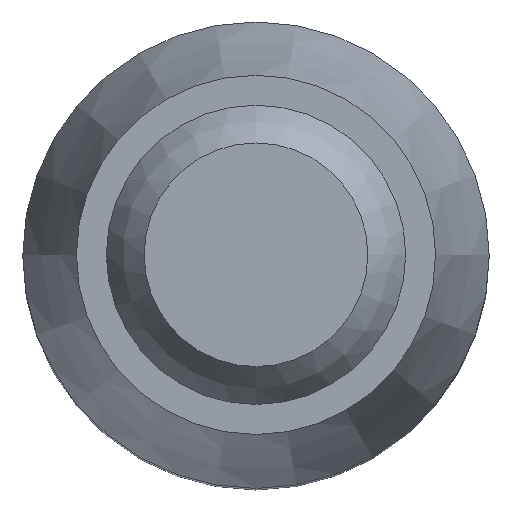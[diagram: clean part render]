
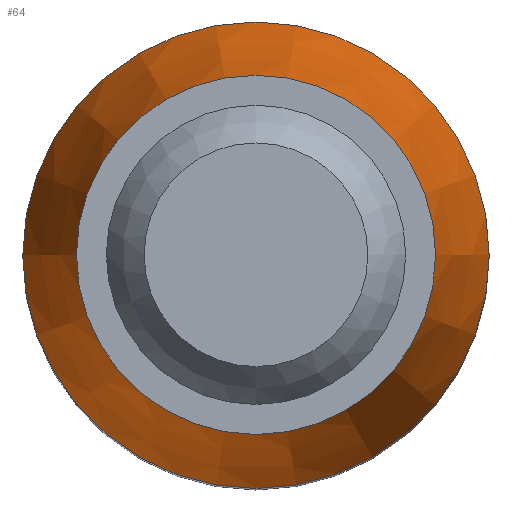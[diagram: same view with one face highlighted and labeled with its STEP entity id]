
A CAD part, top view. The second image highlights one B-rep face of the part: STEP entity #64.
In plain terms, the highlighted conical face has half-angle 14.34 degrees and reference radius 3.85 mm.
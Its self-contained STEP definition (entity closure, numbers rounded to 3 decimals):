
#64 = ADVANCED_FACE( '', ( #134, #135 ), #136, .T. );
#134 = FACE_OUTER_BOUND( '', #208, .T. );
#135 = FACE_BOUND( '', #209, .T. );
#136 = CONICAL_SURFACE( '', #210, 3.85, 0.25 );
#208 = EDGE_LOOP( '', ( #330 ) );
#209 = EDGE_LOOP( '', ( #331 ) );
#210 = AXIS2_PLACEMENT_3D( '', #332, #333, #334 );
#330 = ORIENTED_EDGE( '', *, *, #439, .F. );
#331 = ORIENTED_EDGE( '', *, *, #440, .F. );
#332 = CARTESIAN_POINT( '', ( 0., 0., 23.85 ) );
#333 = DIRECTION( '', ( 0., 0., -1. ) );
#334 = DIRECTION( '', ( -1., 0., 0. ) );
#439 = EDGE_CURVE( '', #516, #516, #517, .F. );
#440 = EDGE_CURVE( '', #518, #518, #519, .T. );
#516 = VERTEX_POINT( '', #619 );
#517 = CIRCLE( '', #620, 5. );
#518 = VERTEX_POINT( '', #621 );
#519 = CIRCLE( '', #622, 3.85 );
#619 = CARTESIAN_POINT( '', ( 5., 0., 19.35 ) );
#620 = AXIS2_PLACEMENT_3D( '', #686, #687, #688 );
#621 = CARTESIAN_POINT( '', ( 3.85, 0., 23.85 ) );
#622 = AXIS2_PLACEMENT_3D( '', #689, #690, #691 );
#686 = CARTESIAN_POINT( '', ( 0., 0., 19.35 ) );
#687 = DIRECTION( '', ( 0., 0., 1. ) );
#688 = DIRECTION( '', ( 1., 0., 0. ) );
#689 = CARTESIAN_POINT( '', ( 0., 0., 23.85 ) );
#690 = DIRECTION( '', ( 0., 0., 1. ) );
#691 = DIRECTION( '', ( 1., 0., 0. ) );
